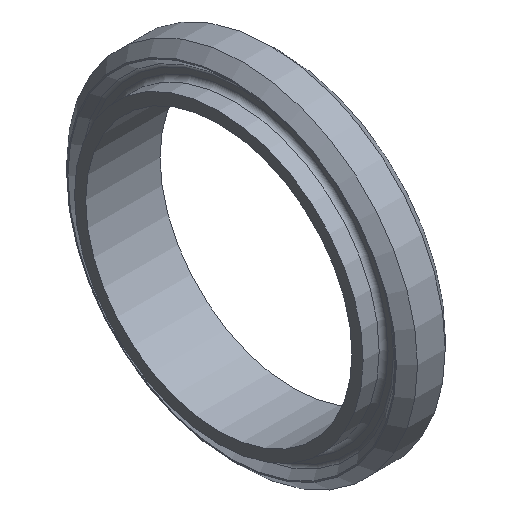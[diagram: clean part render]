
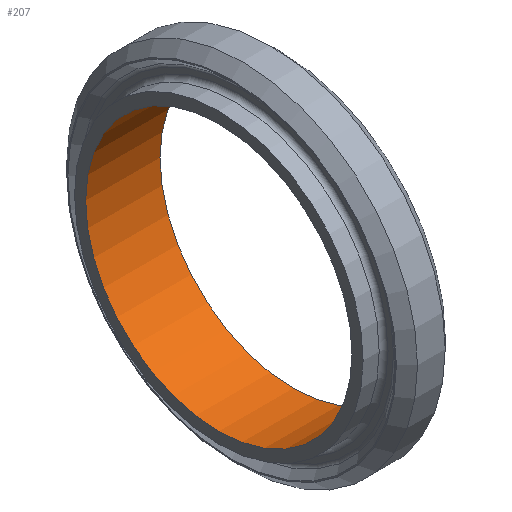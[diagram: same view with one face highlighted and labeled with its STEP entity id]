
A CAD part, isometric view. The second image highlights one B-rep face of the part: STEP entity #207.
In plain terms, the highlighted cylindrical face has radius 12 mm (diameter 24 mm), a full revolution.
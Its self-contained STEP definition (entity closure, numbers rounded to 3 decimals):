
#48=ORIENTED_EDGE('',*,*,#80,.F.);
#49=ORIENTED_EDGE('',*,*,#79,.T.);
#79=EDGE_CURVE('',#97,#97,#115,.T.);
#80=EDGE_CURVE('',#98,#98,#116,.T.);
#97=VERTEX_POINT('',#368);
#98=VERTEX_POINT('',#371);
#115=CIRCLE('',#247,12.);
#116=CIRCLE('',#249,12.);
#138=EDGE_LOOP('',(#48));
#139=EDGE_LOOP('',(#49));
#174=FACE_BOUND('',#138,.T.);
#175=FACE_BOUND('',#139,.T.);
#198=CYLINDRICAL_SURFACE('',#248,12.);
#207=ADVANCED_FACE('',(#174,#175),#198,.F.);
#247=AXIS2_PLACEMENT_3D('',#367,#301,#302);
#248=AXIS2_PLACEMENT_3D('',#369,#303,#304);
#249=AXIS2_PLACEMENT_3D('',#370,#305,#306);
#301=DIRECTION('',(-1.,0.,0.));
#302=DIRECTION('',(0.,0.,1.));
#303=DIRECTION('',(-1.,0.,0.));
#304=DIRECTION('',(0.,0.,1.));
#305=DIRECTION('',(-1.,0.,0.));
#306=DIRECTION('',(0.,0.,1.));
#367=CARTESIAN_POINT('',(-3.35,0.,0.));
#368=CARTESIAN_POINT('',(-3.35,0.,12.));
#369=CARTESIAN_POINT('',(0.,0.,0.));
#370=CARTESIAN_POINT('',(3.35,0.,0.));
#371=CARTESIAN_POINT('',(3.35,0.,12.));
